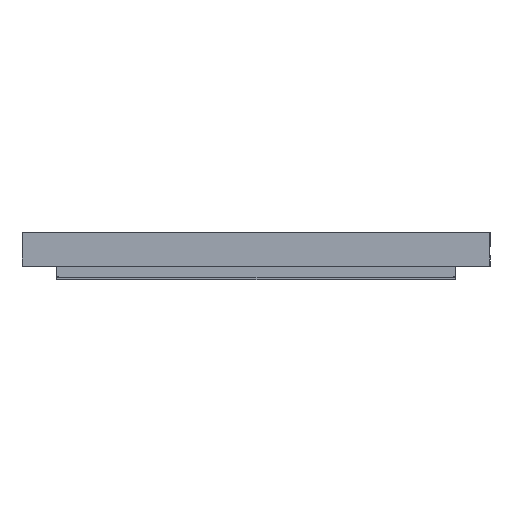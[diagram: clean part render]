
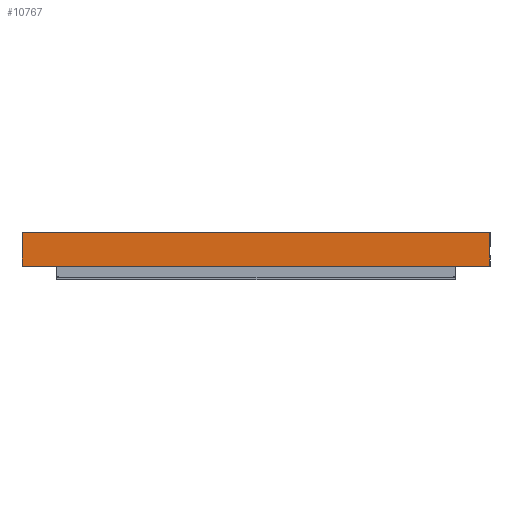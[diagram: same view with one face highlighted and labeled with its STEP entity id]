
A CAD part, left-side view. The second image highlights one B-rep face of the part: STEP entity #10767.
In plain terms, the highlighted planar face has unit normal (-1, 0, 0).
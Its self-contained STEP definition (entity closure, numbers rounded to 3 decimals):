
#342 = CARTESIAN_POINT ( 'NONE',  ( -161.877, 0., 492. ) ) ;
#678 = VERTEX_POINT ( 'NONE', #5089 ) ;
#1018 = DIRECTION ( 'NONE',  ( 0., 0., 1. ) ) ;
#1352 = VECTOR ( 'NONE', #2076, 1000. ) ;
#1568 = ORIENTED_EDGE ( 'NONE', *, *, #12386, .F. ) ;
#1900 = LINE ( 'NONE', #6643, #1352 ) ;
#2076 = DIRECTION ( 'NONE',  ( 0., 0., -1. ) ) ;
#2401 = DIRECTION ( 'NONE',  ( 0., 0., 1. ) ) ;
#2472 = AXIS2_PLACEMENT_3D ( 'NONE', #3263, #7080, #2401 ) ;
#2678 = DIRECTION ( 'NONE',  ( 0., -1., 0. ) ) ;
#2824 = ORIENTED_EDGE ( 'NONE', *, *, #9968, .F. ) ;
#3090 = DIRECTION ( 'NONE',  ( 0., 1., 0. ) ) ;
#3231 = ORIENTED_EDGE ( 'NONE', *, *, #3991, .F. ) ;
#3263 = CARTESIAN_POINT ( 'NONE',  ( -161.877, 0., 513.5 ) ) ;
#3312 = VECTOR ( 'NONE', #3090, 1000. ) ;
#3411 = ORIENTED_EDGE ( 'NONE', *, *, #3729, .F. ) ;
#3536 = VERTEX_POINT ( 'NONE', #5830 ) ;
#3708 = CARTESIAN_POINT ( 'NONE',  ( -161.877, 297.5, 513.5 ) ) ;
#3729 = EDGE_CURVE ( 'NONE', #3536, #8805, #4020, .T. ) ;
#3770 = LINE ( 'NONE', #3708, #5503 ) ;
#3915 = EDGE_LOOP ( 'NONE', ( #3231, #3411, #1568, #2824 ) ) ;
#3991 = EDGE_CURVE ( 'NONE', #8805, #5904, #3770, .T. ) ;
#4020 = LINE ( 'NONE', #342, #3312 ) ;
#4669 = CARTESIAN_POINT ( 'NONE',  ( -161.877, 0., 535. ) ) ;
#4730 = CARTESIAN_POINT ( 'NONE',  ( -161.877, 297.5, 535. ) ) ;
#5089 = CARTESIAN_POINT ( 'NONE',  ( -161.877, -297.5, 535. ) ) ;
#5503 = VECTOR ( 'NONE', #1018, 1000. ) ;
#5784 = VECTOR ( 'NONE', #2678, 1000. ) ;
#5830 = CARTESIAN_POINT ( 'NONE',  ( -161.877, -297.5, 492. ) ) ;
#5904 = VERTEX_POINT ( 'NONE', #4730 ) ;
#6643 = CARTESIAN_POINT ( 'NONE',  ( -161.877, -297.5, 513.5 ) ) ;
#7080 = DIRECTION ( 'NONE',  ( -1., 0., 0. ) ) ;
#7206 = FACE_OUTER_BOUND ( 'NONE', #3915, .T. ) ;
#7362 = LINE ( 'NONE', #4669, #5784 ) ;
#8805 = VERTEX_POINT ( 'NONE', #11592 ) ;
#9968 = EDGE_CURVE ( 'NONE', #5904, #678, #7362, .T. ) ;
#10093 = PLANE ( 'NONE',  #2472 ) ;
#10767 = ADVANCED_FACE ( 'NONE', ( #7206 ), #10093, .T. ) ;
#11592 = CARTESIAN_POINT ( 'NONE',  ( -161.877, 297.5, 492. ) ) ;
#12386 = EDGE_CURVE ( 'NONE', #678, #3536, #1900, .T. ) ;
